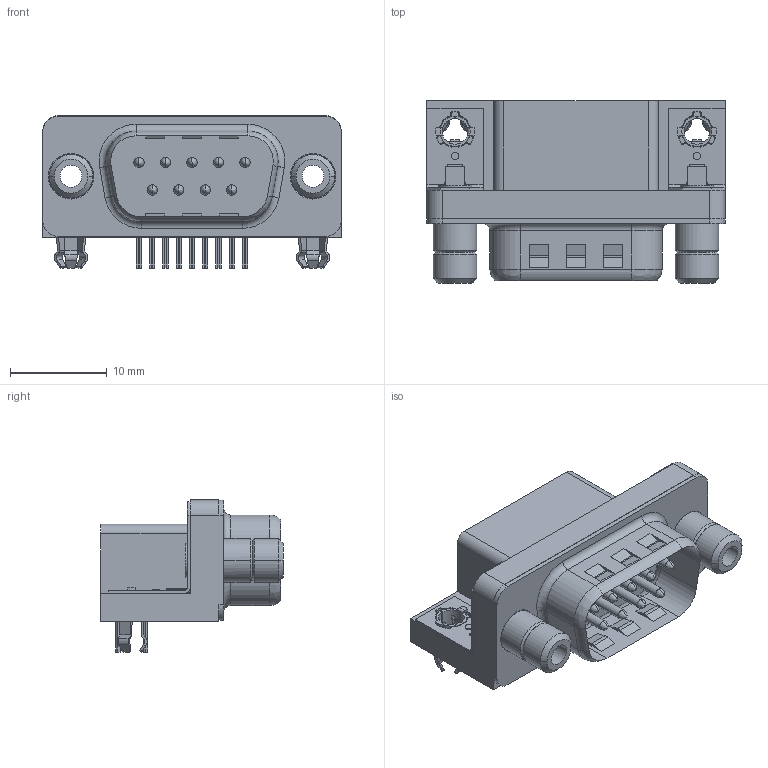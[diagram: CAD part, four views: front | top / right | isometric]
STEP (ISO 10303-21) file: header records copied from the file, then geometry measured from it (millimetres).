
FILE_DESCRIPTION(('FreeCAD Model'),'2;1');
FILE_NAME('LD09P33E4GV00LF.step','2019-07-01T13:48:02',('kicad StepUp'),('ksu MCAD' ),'Open CASCADE STEP processor 7.3','FreeCAD','Unknown');
FILE_SCHEMA(('AUTOMOTIVE_DESIGN { 1 0 10303 214 1 1 1 1 }'));
Length unit declared in the file: millimetre
Products named in the file (1): LD09P33E4GV00LF
Bounding box: 30.81 x 18.85 x 15.75 mm (x, y, z)
Volume: 3348.3 mm3; surface area: 3272.9 mm2
Topology: 1 solids, 3 shells, 771 faces, 2132 edges, 1383 vertices
Faces by surface type: plane 387, cylinder 258, torus 74, bspline 40, cone 12
Entity records: 26843 total; most frequent: CARTESIAN_POINT 6995, ORIENTED_EDGE 4228, DIRECTION 4128, EDGE_CURVE 2114, AXIS2_PLACEMENT_3D 1464, VERTEX_POINT 1383, LINE 1200, VECTOR 1200
